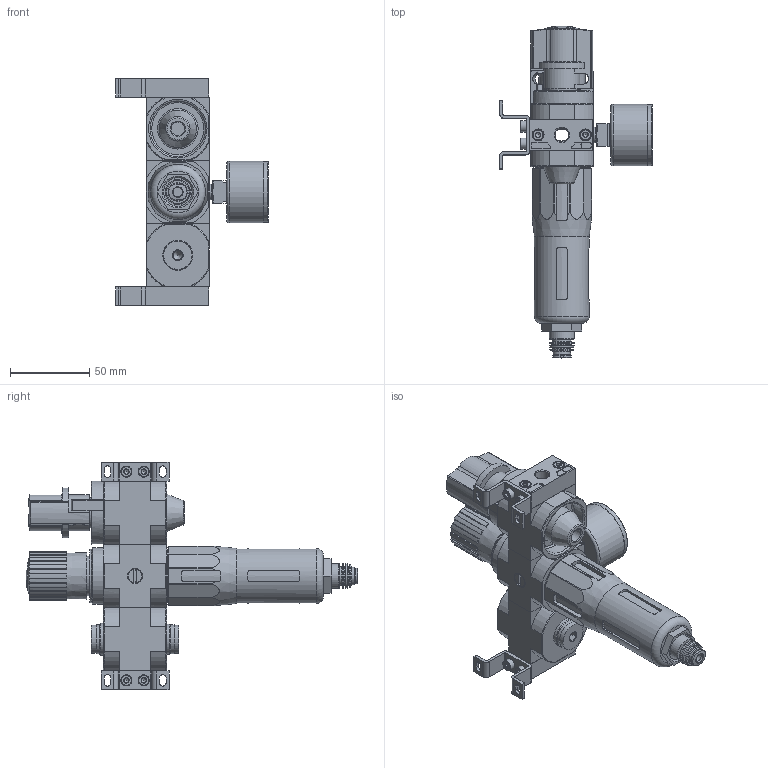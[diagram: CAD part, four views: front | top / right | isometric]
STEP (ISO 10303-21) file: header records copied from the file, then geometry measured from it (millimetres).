
FILE_DESCRIPTION(/* description */ ('STEP AP214'),/* implementation_level */ '2;1');
FILE_NAME(/* name */ '185720_LFR-1_8-D-MINI-KB-A',/* time_stamp */ '2024-09-03T20:19:56+02:00',/* author */ ('License CC BY-ND 4.0'),/* organization */ ('CADENAS'),/* preprocessor_version */ 'ST-DEVELOPER v19.3',/* originating_system */ 'PARTsolutions',/* authorisation */ ' ');
FILE_SCHEMA (('AUTOMOTIVE_DESIGN {1 0 10303 214 3 1 1}'));
Length unit declared in the file: millimetre
Products named in the file (15): 185720 LFR-1/8-D-MINI-KB-A; 380285 PBL-1/8-D-MINI-L---(1) p1; DIN-912 - M4x16(F); 159638 HFOE-D-MINI-P1; DIN-912 - M4x8(F); 380287 PBL-1/8-D-MINI-R---(0) p1; 360720 HE-MINI; 355622 FRB-D-MINI; 123589 LFR-D-MINI-A--(0); 8003637 PAGN-40-16-G18; 373845 LR-MINI; 526489 MS4-LFR-V; 724703 FRM-...-D-MINI; DIN-908 G1/4A; 531772 OK-1/4
Assembly tree (26 placements, depth 2):
  185720 LFR-1/8-D-MINI-KB-A
    380285 PBL-1/8-D-MINI-L---(1) p1
    DIN-912 - M4x16(F)  x4
    159638 HFOE-D-MINI-P1  x2
    DIN-912 - M4x8(F)  x4
    380287 PBL-1/8-D-MINI-R---(0) p1
    360720 HE-MINI
    355622 FRB-D-MINI  x4
    123589 LFR-D-MINI-A--(0)
    8003637 PAGN-40-16-G18
    373845 LR-MINI
    526489 MS4-LFR-V
    724703 FRM-...-D-MINI
    DIN-908 G1/4A  x2
    531772 OK-1/4  x2
Bounding box: 96.75 x 210.02 x 144 mm (x, y, z)
Volume: 389787.7 mm3; surface area: 97194.1 mm2
Topology: 26 solids, 27 shells, 1239 faces, 2964 edges, 1867 vertices
Faces by surface type: plane 596, cylinder 368, cone 215, torus 46, sphere 14
Full cylindrical faces by diameter (mm): 2.9 x4, 3.242 x12, 4 x12, 4.3 x5, 5.2 x4, 6 x5, 6.2 x1, 6.9 x1, 7 x8, 7.9 x2, 8 x4, 8.2 x5, 8.4 x1, 8.566 x5, 9.728 x2, 10.6 x2, 11 x3, 11.4 x1, 11.445 x2, 11.6 x2, 11.8 x1, 12.01 x2, 12.2 x2, 13.157 x2, 13.3 x2, 15.6 x2, 15.7 x1, 15.8 x2, 16 x1, 16.2 x1
Entity records: 33449 total; most frequent: CARTESIAN_POINT 5664, DIRECTION 4874, ORIENTED_EDGE 4344, EDGE_CURVE 2172, AXIS2_PLACEMENT_3D 1942, VERTEX_POINT 1530, FACE_BOUND 1316, EDGE_LOOP 1304
